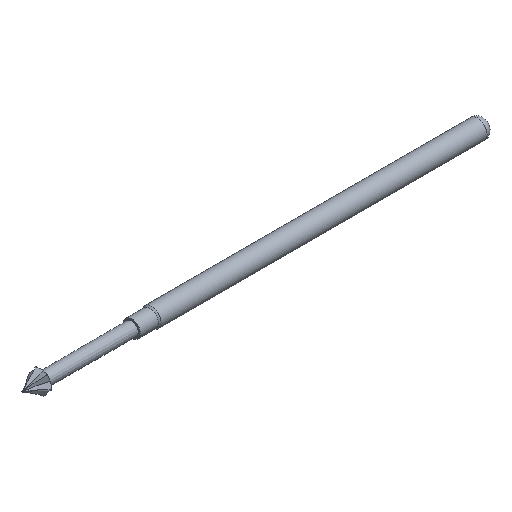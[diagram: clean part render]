
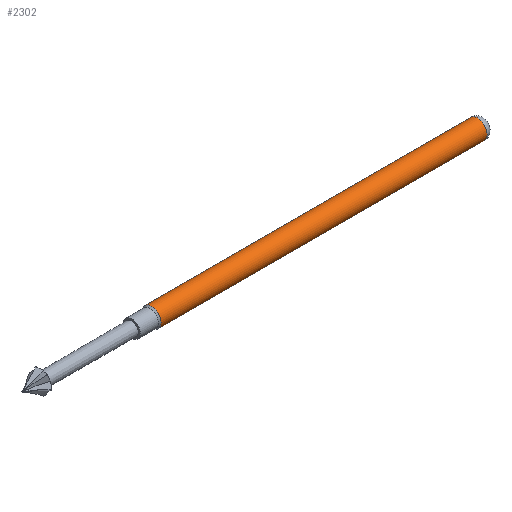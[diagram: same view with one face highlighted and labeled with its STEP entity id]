
A CAD part, isometric view. The second image highlights one B-rep face of the part: STEP entity #2302.
In plain terms, the highlighted cylindrical face has radius 0.683 mm (diameter 1.367 mm), a full revolution.
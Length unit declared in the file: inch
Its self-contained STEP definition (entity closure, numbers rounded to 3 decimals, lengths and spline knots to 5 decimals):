
#51 = AXIS2_PLACEMENT_3D ( 'NONE', #1830, #2129, #225 ) ;
#225 = DIRECTION ( 'NONE',  ( 0., 1., 0. ) ) ;
#252 = FACE_OUTER_BOUND ( 'NONE', #2532, .T. ) ;
#508 = CIRCLE ( 'NONE', #956, 0.0269 ) ;
#652 = CARTESIAN_POINT ( 'NONE',  ( 0.94349, 0., 0. ) ) ;
#956 = AXIS2_PLACEMENT_3D ( 'NONE', #1805, #2907, #2054 ) ;
#963 = VERTEX_POINT ( 'NONE', #2756 ) ;
#1179 = VERTEX_POINT ( 'NONE', #2216 ) ;
#1200 = CIRCLE ( 'NONE', #51, 0.0269 ) ;
#1362 = EDGE_CURVE ( 'NONE', #963, #963, #1200, .T. ) ;
#1549 = ORIENTED_EDGE ( 'NONE', *, *, #2470, .T. ) ;
#1805 = CARTESIAN_POINT ( 'NONE',  ( 0., 0., 0. ) ) ;
#1830 = CARTESIAN_POINT ( 'NONE',  ( 0.92373, 0., 0. ) ) ;
#1934 = EDGE_LOOP ( 'NONE', ( #1549 ) ) ;
#2040 = CYLINDRICAL_SURFACE ( 'NONE', #2480, 0.0269 ) ;
#2054 = DIRECTION ( 'NONE',  ( 0., 1., 0. ) ) ;
#2129 = DIRECTION ( 'NONE',  ( 1., 0., 0. ) ) ;
#2216 = CARTESIAN_POINT ( 'NONE',  ( 0., 0.0269, 0. ) ) ;
#2302 = ADVANCED_FACE ( 'NONE', ( #2950, #252 ), #2040, .T. ) ;
#2470 = EDGE_CURVE ( 'NONE', #1179, #1179, #508, .T. ) ;
#2480 = AXIS2_PLACEMENT_3D ( 'NONE', #652, #2848, #3143 ) ;
#2532 = EDGE_LOOP ( 'NONE', ( #3014 ) ) ;
#2756 = CARTESIAN_POINT ( 'NONE',  ( 0.92373, 0.0269, 0. ) ) ;
#2848 = DIRECTION ( 'NONE',  ( -1., 0., 0. ) ) ;
#2907 = DIRECTION ( 'NONE',  ( 1., 0., 0. ) ) ;
#2950 = FACE_OUTER_BOUND ( 'NONE', #1934, .T. ) ;
#3014 = ORIENTED_EDGE ( 'NONE', *, *, #1362, .F. ) ;
#3143 = DIRECTION ( 'NONE',  ( 0., 0., 1. ) ) ;
